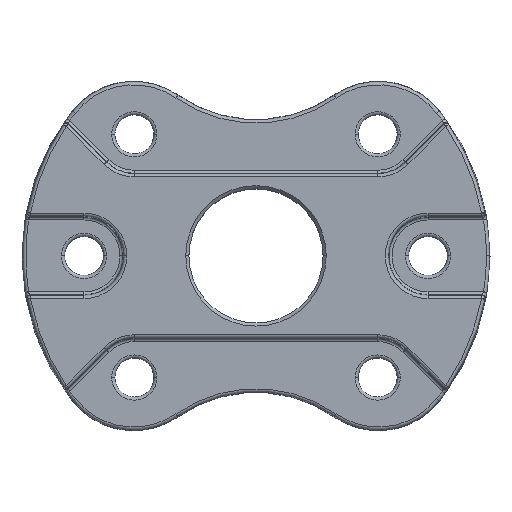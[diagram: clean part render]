
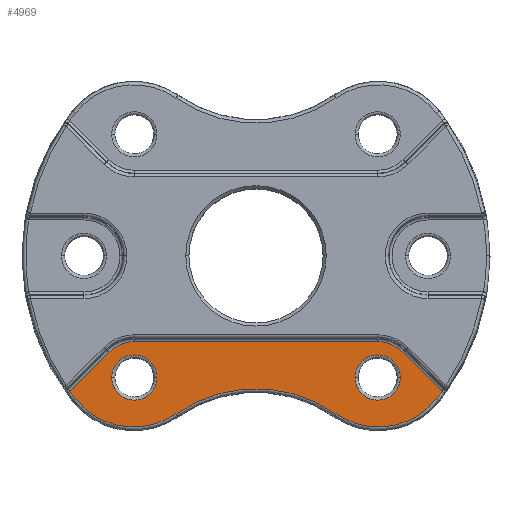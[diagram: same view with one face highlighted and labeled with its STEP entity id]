
A CAD part, top view. The second image highlights one B-rep face of the part: STEP entity #4969.
In plain terms, the highlighted planar face has unit normal (0, 0, 1).
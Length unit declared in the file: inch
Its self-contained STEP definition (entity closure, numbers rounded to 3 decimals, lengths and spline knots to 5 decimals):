
#11 = ORIENTED_EDGE ( 'NONE', *, *, #2277, .T. ) ;
#72 = DIRECTION ( 'NONE',  ( 1., 0., 0. ) ) ;
#96 = DIRECTION ( 'NONE',  ( 1., 0., 0. ) ) ;
#111 = ORIENTED_EDGE ( 'NONE', *, *, #2592, .T. ) ;
#158 = EDGE_LOOP ( 'NONE', ( #906, #2950 ) ) ;
#178 = ORIENTED_EDGE ( 'NONE', *, *, #1945, .T. ) ;
#196 = CARTESIAN_POINT ( 'NONE',  ( 0., 0., 0.125 ) ) ;
#197 = EDGE_CURVE ( 'NONE', #2943, #1455, #4107, .T. ) ;
#207 = DIRECTION ( 'NONE',  ( 0., 0., 1. ) ) ;
#261 = CIRCLE ( 'NONE', #4297, 0.23799 ) ;
#338 = AXIS2_PLACEMENT_3D ( 'NONE', #1377, #2554, #96 ) ;
#356 = CARTESIAN_POINT ( 'NONE',  ( 0.38974, -0.38974, 0.125 ) ) ;
#381 = CARTESIAN_POINT ( 'NONE',  ( 0.31724, -0.38974, 0.125 ) ) ;
#389 = ORIENTED_EDGE ( 'NONE', *, *, #4604, .T. ) ;
#390 = EDGE_CURVE ( 'NONE', #3638, #1765, #1606, .T. ) ;
#442 = VERTEX_POINT ( 'NONE', #2708 ) ;
#505 = EDGE_CURVE ( 'NONE', #1784, #2467, #3284, .T. ) ;
#525 = DIRECTION ( 'NONE',  ( 1., 0., 0. ) ) ;
#653 = AXIS2_PLACEMENT_3D ( 'NONE', #2779, #2405, #3253 ) ;
#660 = VERTEX_POINT ( 'NONE', #1597 ) ;
#667 = EDGE_LOOP ( 'NONE', ( #4071, #2246, #3746, #1685, #111, #1497, #3843, #178, #11, #2028 ) ) ;
#670 = VERTEX_POINT ( 'NONE', #3543 ) ;
#727 = AXIS2_PLACEMENT_3D ( 'NONE', #356, #3890, #3495 ) ;
#740 = EDGE_CURVE ( 'NONE', #5036, #670, #2408, .T. ) ;
#819 = AXIS2_PLACEMENT_3D ( 'NONE', #1734, #2866, #1657 ) ;
#826 = CARTESIAN_POINT ( 'NONE',  ( -0.08144, 0.08144, 0.125 ) ) ;
#906 = ORIENTED_EDGE ( 'NONE', *, *, #4635, .T. ) ;
#919 = VECTOR ( 'NONE', #2159, 39.37008 ) ;
#933 = CARTESIAN_POINT ( 'NONE',  ( 0.39209, -0.31027, 0.125 ) ) ;
#1009 = VECTOR ( 'NONE', #1499, 39.37008 ) ;
#1022 = CARTESIAN_POINT ( 'NONE',  ( -0.38974, -0.38974, 0.125 ) ) ;
#1205 = DIRECTION ( 'NONE',  ( 0., 0., -1. ) ) ;
#1235 = VERTEX_POINT ( 'NONE', #2920 ) ;
#1236 = DIRECTION ( 'NONE',  ( 1., 0., 0. ) ) ;
#1273 = LINE ( 'NONE', #4905, #919 ) ;
#1345 = CARTESIAN_POINT ( 'NONE',  ( 0., 0., 0.125 ) ) ;
#1377 = CARTESIAN_POINT ( 'NONE',  ( 0., -0.875, 0.125 ) ) ;
#1445 = EDGE_CURVE ( 'NONE', #1235, #5036, #4200, .T. ) ;
#1455 = VERTEX_POINT ( 'NONE', #381 ) ;
#1497 = ORIENTED_EDGE ( 'NONE', *, *, #1445, .T. ) ;
#1499 = DIRECTION ( 'NONE',  ( -1., 0., 0. ) ) ;
#1565 = AXIS2_PLACEMENT_3D ( 'NONE', #1345, #207, #2542 ) ;
#1597 = CARTESIAN_POINT ( 'NONE',  ( -0.47118, -0.3083, 0.125 ) ) ;
#1606 = CIRCLE ( 'NONE', #727, 0.11517 ) ;
#1635 = DIRECTION ( 'NONE',  ( 0., 0., 1. ) ) ;
#1657 = DIRECTION ( 'NONE',  ( 1., 0., 0. ) ) ;
#1685 = ORIENTED_EDGE ( 'NONE', *, *, #4941, .T. ) ;
#1720 = CIRCLE ( 'NONE', #4600, 0.0725 ) ;
#1728 = AXIS2_PLACEMENT_3D ( 'NONE', #4198, #2643, #3761 ) ;
#1734 = CARTESIAN_POINT ( 'NONE',  ( 0.38974, -0.38974, 0.125 ) ) ;
#1750 = CIRCLE ( 'NONE', #338, 0.44951 ) ;
#1765 = VERTEX_POINT ( 'NONE', #1936 ) ;
#1784 = VERTEX_POINT ( 'NONE', #3183 ) ;
#1801 = AXIS2_PLACEMENT_3D ( 'NONE', #196, #4136, #525 ) ;
#1867 = EDGE_CURVE ( 'NONE', #442, #3638, #1273, .T. ) ;
#1894 = CARTESIAN_POINT ( 'NONE',  ( -0.38974, -0.27457, 0.125 ) ) ;
#1936 = CARTESIAN_POINT ( 'NONE',  ( 0.38974, -0.27457, 0.125 ) ) ;
#1945 = EDGE_CURVE ( 'NONE', #670, #2635, #1750, .T. ) ;
#1976 = EDGE_LOOP ( 'NONE', ( #2394, #389 ) ) ;
#2016 = CARTESIAN_POINT ( 'NONE',  ( -0.38974, -0.38974, 0.125 ) ) ;
#2028 = ORIENTED_EDGE ( 'NONE', *, *, #4362, .T. ) ;
#2063 = AXIS2_PLACEMENT_3D ( 'NONE', #1022, #4237, #3807 ) ;
#2068 = CARTESIAN_POINT ( 'NONE',  ( 0.25636, -0.50576, 0.125 ) ) ;
#2159 = DIRECTION ( 'NONE',  ( -0.707, 0.707, 0. ) ) ;
#2246 = ORIENTED_EDGE ( 'NONE', *, *, #390, .T. ) ;
#2264 = CARTESIAN_POINT ( 'NONE',  ( 0.57872, -0.45795, 0.125 ) ) ;
#2277 = EDGE_CURVE ( 'NONE', #2635, #3204, #261, .T. ) ;
#2367 = CARTESIAN_POINT ( 'NONE',  ( 0.47118, -0.3083, 0.125 ) ) ;
#2394 = ORIENTED_EDGE ( 'NONE', *, *, #197, .T. ) ;
#2405 = DIRECTION ( 'NONE',  ( 0., 0., 1. ) ) ;
#2408 = CIRCLE ( 'NONE', #653, 0.23799 ) ;
#2409 = DIRECTION ( 'NONE',  ( 1., 0., 0. ) ) ;
#2467 = VERTEX_POINT ( 'NONE', #2602 ) ;
#2542 = DIRECTION ( 'NONE',  ( 1., 0., 0. ) ) ;
#2548 = EDGE_CURVE ( 'NONE', #1765, #4929, #2745, .T. ) ;
#2554 = DIRECTION ( 'NONE',  ( 0., 0., -1. ) ) ;
#2591 = VECTOR ( 'NONE', #5076, 39.37008 ) ;
#2592 = EDGE_CURVE ( 'NONE', #660, #1235, #5029, .T. ) ;
#2602 = CARTESIAN_POINT ( 'NONE',  ( -0.31724, -0.38974, 0.125 ) ) ;
#2635 = VERTEX_POINT ( 'NONE', #2068 ) ;
#2643 = DIRECTION ( 'NONE',  ( 0., 0., 1. ) ) ;
#2708 = CARTESIAN_POINT ( 'NONE',  ( 0.59688, -0.434, 0.125 ) ) ;
#2735 = DIRECTION ( 'NONE',  ( 0., 0., 1. ) ) ;
#2745 = LINE ( 'NONE', #1894, #1009 ) ;
#2779 = CARTESIAN_POINT ( 'NONE',  ( -0.39209, -0.31027, 0.125 ) ) ;
#2787 = AXIS2_PLACEMENT_3D ( 'NONE', #4711, #4296, #72 ) ;
#2866 = DIRECTION ( 'NONE',  ( 0., 0., -1. ) ) ;
#2902 = CARTESIAN_POINT ( 'NONE',  ( -0.38974, -0.27457, 0.125 ) ) ;
#2920 = CARTESIAN_POINT ( 'NONE',  ( -0.59688, -0.434, 0.125 ) ) ;
#2943 = VERTEX_POINT ( 'NONE', #3907 ) ;
#2950 = ORIENTED_EDGE ( 'NONE', *, *, #505, .T. ) ;
#3020 = PLANE ( 'NONE',  #1565 ) ;
#3183 = CARTESIAN_POINT ( 'NONE',  ( -0.46224, -0.38974, 0.125 ) ) ;
#3204 = VERTEX_POINT ( 'NONE', #2264 ) ;
#3253 = DIRECTION ( 'NONE',  ( 1., 0., 0. ) ) ;
#3284 = CIRCLE ( 'NONE', #2063, 0.0725 ) ;
#3495 = DIRECTION ( 'NONE',  ( 1., 0., 0. ) ) ;
#3543 = CARTESIAN_POINT ( 'NONE',  ( -0.25636, -0.50576, 0.125 ) ) ;
#3575 = CARTESIAN_POINT ( 'NONE',  ( 0., 0., 0.125 ) ) ;
#3638 = VERTEX_POINT ( 'NONE', #2367 ) ;
#3676 = CIRCLE ( 'NONE', #2787, 0.0725 ) ;
#3738 = FACE_OUTER_BOUND ( 'NONE', #667, .T. ) ;
#3746 = ORIENTED_EDGE ( 'NONE', *, *, #2548, .T. ) ;
#3761 = DIRECTION ( 'NONE',  ( 1., 0., 0. ) ) ;
#3807 = DIRECTION ( 'NONE',  ( 1., 0., 0. ) ) ;
#3843 = ORIENTED_EDGE ( 'NONE', *, *, #740, .T. ) ;
#3890 = DIRECTION ( 'NONE',  ( 0., 0., 1. ) ) ;
#3907 = CARTESIAN_POINT ( 'NONE',  ( 0.46224, -0.38974, 0.125 ) ) ;
#3947 = CARTESIAN_POINT ( 'NONE',  ( -0.57872, -0.45795, 0.125 ) ) ;
#3949 = CIRCLE ( 'NONE', #1728, 0.11517 ) ;
#4071 = ORIENTED_EDGE ( 'NONE', *, *, #1867, .T. ) ;
#4099 = DIRECTION ( 'NONE',  ( 1., 0., 0. ) ) ;
#4107 = CIRCLE ( 'NONE', #819, 0.0725 ) ;
#4136 = DIRECTION ( 'NONE',  ( 0., 0., 1. ) ) ;
#4168 = FACE_BOUND ( 'NONE', #158, .T. ) ;
#4198 = CARTESIAN_POINT ( 'NONE',  ( -0.38974, -0.38974, 0.125 ) ) ;
#4200 = CIRCLE ( 'NONE', #4705, 0.73799 ) ;
#4237 = DIRECTION ( 'NONE',  ( 0., 0., -1. ) ) ;
#4296 = DIRECTION ( 'NONE',  ( 0., 0., -1. ) ) ;
#4297 = AXIS2_PLACEMENT_3D ( 'NONE', #933, #1635, #4099 ) ;
#4362 = EDGE_CURVE ( 'NONE', #3204, #442, #4998, .T. ) ;
#4565 = FACE_BOUND ( 'NONE', #1976, .T. ) ;
#4600 = AXIS2_PLACEMENT_3D ( 'NONE', #2016, #1205, #2409 ) ;
#4604 = EDGE_CURVE ( 'NONE', #1455, #2943, #3676, .T. ) ;
#4635 = EDGE_CURVE ( 'NONE', #2467, #1784, #1720, .T. ) ;
#4705 = AXIS2_PLACEMENT_3D ( 'NONE', #3575, #2735, #1236 ) ;
#4711 = CARTESIAN_POINT ( 'NONE',  ( 0.38974, -0.38974, 0.125 ) ) ;
#4905 = CARTESIAN_POINT ( 'NONE',  ( 0.47118, -0.3083, 0.125 ) ) ;
#4929 = VERTEX_POINT ( 'NONE', #2902 ) ;
#4941 = EDGE_CURVE ( 'NONE', #4929, #660, #3949, .T. ) ;
#4969 = ADVANCED_FACE ( 'NONE', ( #4565, #3738, #4168 ), #3020, .T. ) ;
#4998 = CIRCLE ( 'NONE', #1801, 0.73799 ) ;
#5029 = LINE ( 'NONE', #826, #2591 ) ;
#5036 = VERTEX_POINT ( 'NONE', #3947 ) ;
#5076 = DIRECTION ( 'NONE',  ( -0.707, -0.707, 0. ) ) ;
